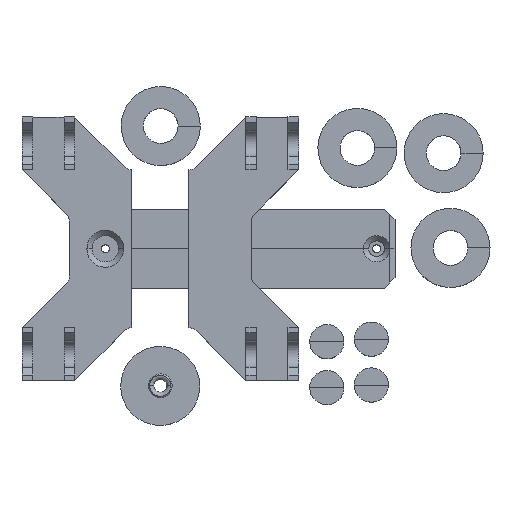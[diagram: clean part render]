
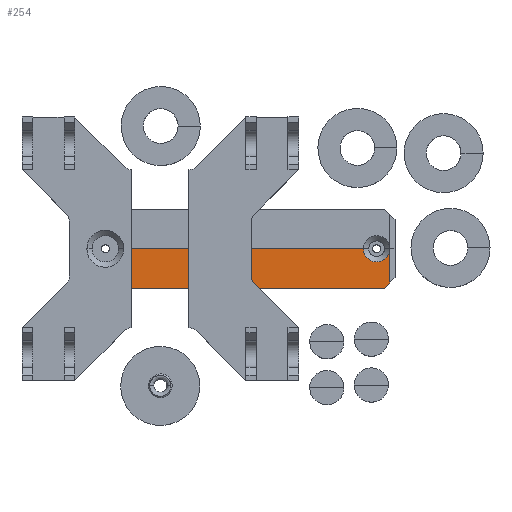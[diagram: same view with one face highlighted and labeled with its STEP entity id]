
A CAD part, top view. The second image highlights one B-rep face of the part: STEP entity #254.
In plain terms, the highlighted planar face has unit normal (0, 0, 1).
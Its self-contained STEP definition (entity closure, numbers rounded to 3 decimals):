
#49=PLANE('',#4951);
#254=ADVANCED_FACE('',(#586),#49,.T.);
#586=FACE_OUTER_BOUND('',#920,.T.);
#920=EDGE_LOOP('',(#1846,#1847,#1848,#1849,#1850,#1851));
#1846=ORIENTED_EDGE('',*,*,#2982,.F.);
#1847=ORIENTED_EDGE('',*,*,#2980,.T.);
#1848=ORIENTED_EDGE('',*,*,#2981,.T.);
#1849=ORIENTED_EDGE('',*,*,#3002,.F.);
#1850=ORIENTED_EDGE('',*,*,#3005,.F.);
#1851=ORIENTED_EDGE('',*,*,#3015,.F.);
#2980=EDGE_CURVE('',#4371,#4372,#3450,.T.);
#2981=EDGE_CURVE('',#4372,#4380,#3451,.T.);
#2982=EDGE_CURVE('',#4371,#4393,#3452,.T.);
#3002=EDGE_CURVE('',#4384,#4380,#3472,.T.);
#3005=EDGE_CURVE('',#4388,#4384,#3475,.T.);
#3015=EDGE_CURVE('',#4393,#4388,#3482,.T.);
#3450=B_SPLINE_CURVE_WITH_KNOTS('',1,(#8312,#8313),.UNSPECIFIED.,.F.,.F.,
(2,2),(-70.314,-55.314),.UNSPECIFIED.);
#3451=B_SPLINE_CURVE_WITH_KNOTS('',1,(#8314,#8315),.UNSPECIFIED.,.F.,.F.,
(2,2),(0.,96.),.UNSPECIFIED.);
#3452=B_SPLINE_CURVE_WITH_KNOTS('',1,(#8316,#8317),.UNSPECIFIED.,.F.,.F.,
(2,2),(0.,88.),.UNSPECIFIED.);
#3472=B_SPLINE_CURVE_WITH_KNOTS('',1,(#8362,#8363),.UNSPECIFIED.,.F.,.F.,
(2,2),(-24.461,-21.633),.UNSPECIFIED.);
#3475=B_SPLINE_CURVE_WITH_KNOTS('',1,(#8404,#8405),.UNSPECIFIED.,.F.,.F.,
(2,2),(0.,13.),.UNSPECIFIED.);
#3482=B_SPLINE_CURVE_WITH_KNOTS('',3,(#8439,#8440,#8441,#8442,#8443,#8444,
#8445,#8446,#8447,#8448,#8449),.UNSPECIFIED.,.F.,.F.,(4,1,1,1,1,1,1,1,4),
(0.,1.885,3.927,5.969,7.854,
9.739,11.781,13.823,15.708),
 .UNSPECIFIED.);
#4371=VERTEX_POINT('',#8174);
#4372=VERTEX_POINT('',#8175);
#4380=VERTEX_POINT('',#8183);
#4384=VERTEX_POINT('',#8187);
#4388=VERTEX_POINT('',#8191);
#4393=VERTEX_POINT('',#8196);
#4951=AXIS2_PLACEMENT_3D('',#7667,#5000,$);
#5000=DIRECTION('',(0.,0.,1.));
#7667=CARTESIAN_POINT('',(-926.136,-1236.206,-1.));
#8174=CARTESIAN_POINT('',(-926.136,-1236.206,-1.));
#8175=CARTESIAN_POINT('',(-926.136,-1251.206,-1.));
#8183=CARTESIAN_POINT('',(-830.136,-1251.206,-1.));
#8187=CARTESIAN_POINT('',(-828.136,-1249.206,-1.));
#8191=CARTESIAN_POINT('',(-828.136,-1236.206,-1.));
#8196=CARTESIAN_POINT('',(-838.136,-1236.206,-1.));
#8312=CARTESIAN_POINT('',(-926.136,-1236.206,-1.));
#8313=CARTESIAN_POINT('',(-926.136,-1251.206,-1.));
#8314=CARTESIAN_POINT('',(-926.136,-1251.206,-1.));
#8315=CARTESIAN_POINT('',(-830.136,-1251.206,-1.));
#8316=CARTESIAN_POINT('',(-926.136,-1236.206,-1.));
#8317=CARTESIAN_POINT('',(-838.136,-1236.206,-1.));
#8362=CARTESIAN_POINT('',(-828.136,-1249.206,-1.));
#8363=CARTESIAN_POINT('',(-830.136,-1251.206,-1.));
#8404=CARTESIAN_POINT('',(-828.136,-1236.206,-1.));
#8405=CARTESIAN_POINT('',(-828.136,-1249.206,-1.));
#8439=CARTESIAN_POINT('',(-838.136,-1236.206,-1.));
#8440=CARTESIAN_POINT('',(-838.137,-1236.834,-1.));
#8441=CARTESIAN_POINT('',(-837.887,-1238.143,-1.));
#8442=CARTESIAN_POINT('',(-836.772,-1239.842,-1.));
#8443=CARTESIAN_POINT('',(-835.074,-1240.957,-1.));
#8444=CARTESIAN_POINT('',(-833.136,-1241.326,-1.));
#8445=CARTESIAN_POINT('',(-831.199,-1240.957,-1.));
#8446=CARTESIAN_POINT('',(-829.501,-1239.842,-1.));
#8447=CARTESIAN_POINT('',(-828.386,-1238.143,-1.));
#8448=CARTESIAN_POINT('',(-828.136,-1236.834,-1.));
#8449=CARTESIAN_POINT('',(-828.136,-1236.206,-1.));
